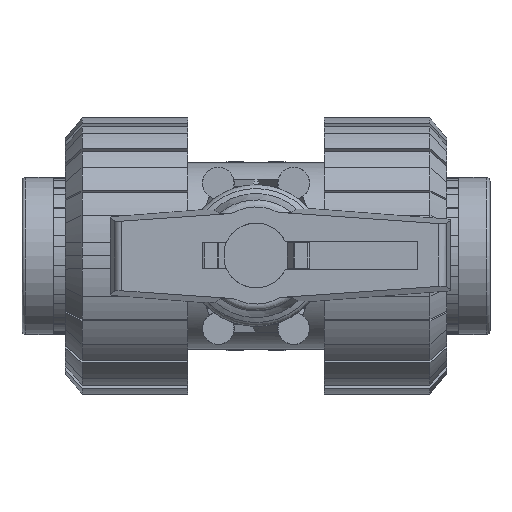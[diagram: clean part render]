
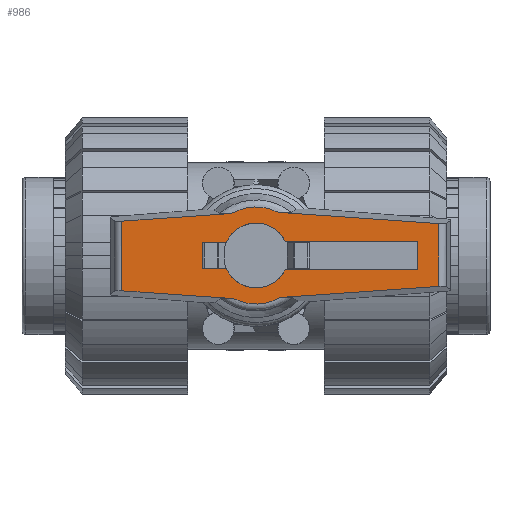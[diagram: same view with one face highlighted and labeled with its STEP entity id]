
A CAD part, top view. The second image highlights one B-rep face of the part: STEP entity #986.
In plain terms, the highlighted planar face has unit normal (0, 0, 1).
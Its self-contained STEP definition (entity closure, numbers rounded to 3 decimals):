
#986=ADVANCED_FACE('',(#2362,#2363),#2364,.T.);
#2362=FACE_BOUND('',#4206,.T.);
#2363=FACE_OUTER_BOUND('',#4207,.T.);
#2364=PLANE('',#4208);
#4206=EDGE_LOOP('',(#6764,#6765,#6766,#6767,#6768,#6769,#6770,#6771));
#4207=EDGE_LOOP('',(#6772,#6773,#6774,#6775,#6776,#6777,#6778,#6779));
#4208=AXIS2_PLACEMENT_3D('',#6780,#6781,#6782);
#6764=ORIENTED_EDGE('',*,*,#11635,.T.);
#6765=ORIENTED_EDGE('',*,*,#11706,.T.);
#6766=ORIENTED_EDGE('',*,*,#11803,.T.);
#6767=ORIENTED_EDGE('',*,*,#11811,.T.);
#6768=ORIENTED_EDGE('',*,*,#11617,.T.);
#6769=ORIENTED_EDGE('',*,*,#11557,.T.);
#6770=ORIENTED_EDGE('',*,*,#11548,.T.);
#6771=ORIENTED_EDGE('',*,*,#11626,.T.);
#6772=ORIENTED_EDGE('',*,*,#11767,.T.);
#6773=ORIENTED_EDGE('',*,*,#11926,.T.);
#6774=ORIENTED_EDGE('',*,*,#11857,.T.);
#6775=ORIENTED_EDGE('',*,*,#11875,.F.);
#6776=ORIENTED_EDGE('',*,*,#11792,.T.);
#6777=ORIENTED_EDGE('',*,*,#11896,.T.);
#6778=ORIENTED_EDGE('',*,*,#11845,.T.);
#6779=ORIENTED_EDGE('',*,*,#11873,.T.);
#6780=CARTESIAN_POINT('',(6.432,0.0,122.5));
#6781=DIRECTION('',(0.0,0.0,1.0));
#6782=DIRECTION('',(1.0,0.0,0.0));
#11548=EDGE_CURVE('',#13888,#13889,#13890,.T.);
#11557=EDGE_CURVE('',#13903,#13888,#13904,.T.);
#11617=EDGE_CURVE('',#14000,#13903,#14001,.T.);
#11626=EDGE_CURVE('',#13889,#14014,#14015,.T.);
#11635=EDGE_CURVE('',#14014,#14025,#14026,.T.);
#11706=EDGE_CURVE('',#14025,#14117,#14119,.T.);
#11767=EDGE_CURVE('',#14221,#14219,#14222,.T.);
#11792=EDGE_CURVE('',#14265,#14263,#14266,.T.);
#11803=EDGE_CURVE('',#14117,#14283,#14284,.T.);
#11811=EDGE_CURVE('',#14283,#14000,#14293,.T.);
#11845=EDGE_CURVE('',#14341,#14339,#14342,.T.);
#11857=EDGE_CURVE('',#14361,#14359,#14362,.T.);
#11873=EDGE_CURVE('',#14339,#14221,#14381,.T.);
#11875=EDGE_CURVE('',#14265,#14359,#14383,.T.);
#11896=EDGE_CURVE('',#14263,#14341,#14410,.T.);
#11926=EDGE_CURVE('',#14219,#14361,#14440,.T.);
#13888=VERTEX_POINT('',#17345);
#13889=VERTEX_POINT('',#17346);
#13890=LINE('',#17347,#17348);
#13903=VERTEX_POINT('',#17367);
#13904=LINE('',#17368,#17369);
#14000=VERTEX_POINT('',#17498);
#14001=CIRCLE('',#17499,8.571);
#14014=VERTEX_POINT('',#17514);
#14015=LINE('',#17515,#17516);
#14025=VERTEX_POINT('',#17531);
#14026=CIRCLE('',#17532,8.571);
#14117=VERTEX_POINT('',#17656);
#14119=LINE('',#17659,#17660);
#14219=VERTEX_POINT('',#17957);
#14221=VERTEX_POINT('',#17988);
#14222=LINE('',#17989,#17990);
#14263=VERTEX_POINT('',#18136);
#14265=VERTEX_POINT('',#18167);
#14266=LINE('',#18168,#18169);
#14283=VERTEX_POINT('',#18191);
#14284=LINE('',#18192,#18193);
#14293=LINE('',#18205,#18206);
#14339=VERTEX_POINT('',#18327);
#14341=VERTEX_POINT('',#18329);
#14342=LINE('',#18330,#18331);
#14359=VERTEX_POINT('',#18402);
#14361=VERTEX_POINT('',#18404);
#14362=LINE('',#18405,#18406);
#14381=LINE('',#18497,#18498);
#14383=LINE('',#18500,#18501);
#14410=CIRCLE('',#18598,12.863);
#14440=CIRCLE('',#18628,12.863);
#17345=CARTESIAN_POINT('',(42.917,3.75,122.5));
#17346=CARTESIAN_POINT('',(42.917,-3.75,122.5));
#17347=CARTESIAN_POINT('',(42.917,0.0,122.5));
#17348=VECTOR('',#23749,1.0);
#17367=CARTESIAN_POINT('',(7.708,3.75,122.5));
#17368=CARTESIAN_POINT('',(13.945,3.75,122.5));
#17369=VECTOR('',#23756,1.0);
#17498=CARTESIAN_POINT('',(-7.879,3.375,122.5));
#17499=AXIS2_PLACEMENT_3D('',#23844,#23845,#23846);
#17514=CARTESIAN_POINT('',(7.708,-3.75,122.5));
#17515=CARTESIAN_POINT('',(13.945,-3.75,122.5));
#17516=VECTOR('',#23861,1.0);
#17531=CARTESIAN_POINT('',(-7.879,-3.375,122.5));
#17532=AXIS2_PLACEMENT_3D('',#23867,#23868,#23869);
#17656=CARTESIAN_POINT('',(-14.217,-3.375,122.5));
#17659=CARTESIAN_POINT('',(-2.356,-3.375,122.5));
#17660=VECTOR('',#23937,1.0);
#17957=CARTESIAN_POINT('',(-5.901,-11.43,122.5));
#17988=CARTESIAN_POINT('',(-35.537,-9.357,122.5));
#17989=CARTESIAN_POINT('',(-4.089,-11.556,122.5));
#17990=VECTOR('',#23986,1.0);
#18136=CARTESIAN_POINT('',(5.901,11.43,122.5));
#18167=CARTESIAN_POINT('',(48.412,8.457,122.5));
#18168=CARTESIAN_POINT('',(27.237,9.938,122.5));
#18169=VECTOR('',#24005,1.0);
#18191=CARTESIAN_POINT('',(-14.217,3.375,122.5));
#18192=CARTESIAN_POINT('',(-14.217,5.063,122.5));
#18193=VECTOR('',#24020,1.0);
#18205=CARTESIAN_POINT('',(-2.356,3.375,122.5));
#18206=VECTOR('',#24027,1.0);
#18327=CARTESIAN_POINT('',(-35.537,9.091,122.5));
#18329=CARTESIAN_POINT('',(-6.458,11.125,122.5));
#18330=CARTESIAN_POINT('',(-3.131,11.357,122.5));
#18331=VECTOR('',#24057,1.0);
#18402=CARTESIAN_POINT('',(48.412,-8.191,122.5));
#18404=CARTESIAN_POINT('',(6.458,-11.125,122.5));
#18405=CARTESIAN_POINT('',(28.158,-9.607,122.5));
#18406=VECTOR('',#24070,1.0);
#18497=CARTESIAN_POINT('',(-35.537,13.5,122.5));
#18498=VECTOR('',#24076,1.0);
#18500=CARTESIAN_POINT('',(48.412,13.5,122.5));
#18501=VECTOR('',#24077,1.0);
#18598=AXIS2_PLACEMENT_3D('',#24098,#24099,#24100);
#18628=AXIS2_PLACEMENT_3D('',#24140,#24141,#24142);
#23749=DIRECTION('',(0.0,-1.0,0.0));
#23756=DIRECTION('',(1.0,0.0,-0.0));
#23844=CARTESIAN_POINT('',(0.0,0.0,122.5));
#23845=DIRECTION('',(0.0,0.0,-1.0));
#23846=DIRECTION('',(1.0,0.0,0.0));
#23861=DIRECTION('',(-1.0,0.0,0.0));
#23867=CARTESIAN_POINT('',(0.0,0.0,122.5));
#23868=DIRECTION('',(0.0,0.0,-1.0));
#23869=DIRECTION('',(1.0,0.0,0.0));
#23937=DIRECTION('',(-1.0,0.0,0.0));
#23986=DIRECTION('',(0.998,-0.07,0.0));
#24005=DIRECTION('',(-0.998,0.07,0.0));
#24020=DIRECTION('',(0.0,1.0,-0.0));
#24027=DIRECTION('',(1.0,0.0,0.0));
#24057=DIRECTION('',(-0.998,-0.07,0.0));
#24070=DIRECTION('',(0.998,0.07,-0.0));
#24076=DIRECTION('',(0.0,-1.0,0.0));
#24077=DIRECTION('',(0.0,-1.0,0.0));
#24098=CARTESIAN_POINT('',(0.0,0.0,122.5));
#24099=DIRECTION('',(0.0,0.0,1.0));
#24100=DIRECTION('',(1.0,0.0,0.0));
#24140=CARTESIAN_POINT('',(0.0,0.0,122.5));
#24141=DIRECTION('',(0.0,0.0,1.0));
#24142=DIRECTION('',(1.0,0.0,0.0));
